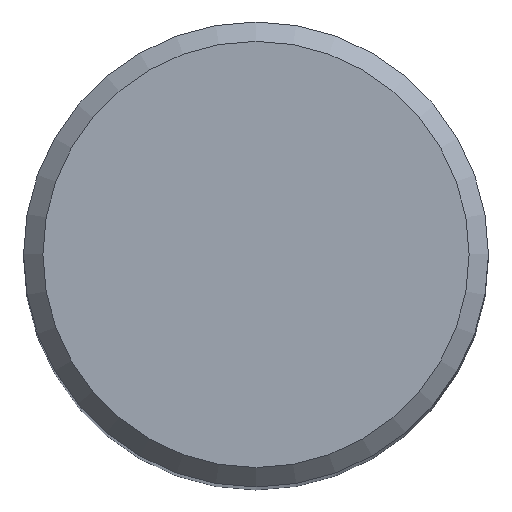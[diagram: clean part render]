
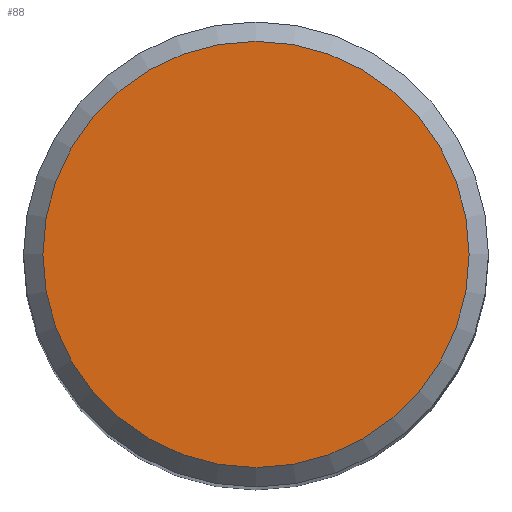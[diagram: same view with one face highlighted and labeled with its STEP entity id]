
A CAD part, top view. The second image highlights one B-rep face of the part: STEP entity #88.
In plain terms, the highlighted planar face has unit normal (0, 0, 1).
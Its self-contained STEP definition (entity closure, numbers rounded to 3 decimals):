
#51=PLANE('',#431);
#56=FACE_OUTER_BOUND('',#209,.T.);
#88=ADVANCED_FACE('',(#56),#51,.T.);
#209=EDGE_LOOP('',(#263));
#263=ORIENTED_EDGE('',*,*,#322,.T.);
#295=VERTEX_POINT('',#639);
#322=EDGE_CURVE('',#295,#295,#349,.T.);
#349=CIRCLE('',#430,5.5);
#430=AXIS2_PLACEMENT_3D('',#638,#545,#546);
#431=AXIS2_PLACEMENT_3D('',#640,#547,#548);
#545=DIRECTION('',(0.,0.,1.));
#546=DIRECTION('',(1.,0.,0.));
#547=DIRECTION('',(0.,0.,1.));
#548=DIRECTION('',(-1.,0.,0.));
#638=CARTESIAN_POINT('',(0.,0.,45.));
#639=CARTESIAN_POINT('',(5.5,0.,45.));
#640=CARTESIAN_POINT('',(0.,0.,45.));
